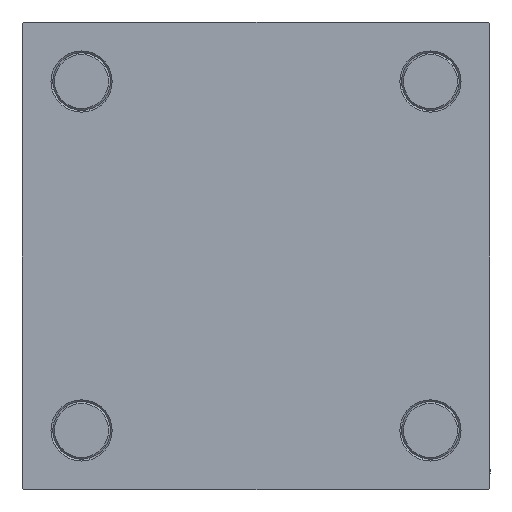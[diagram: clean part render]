
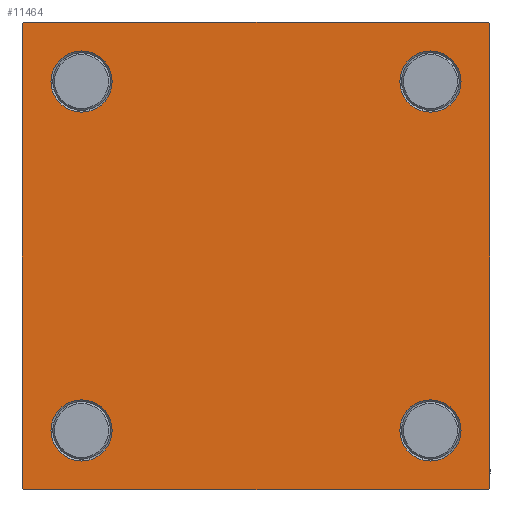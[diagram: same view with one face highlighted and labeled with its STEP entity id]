
A CAD part, left-side view. The second image highlights one B-rep face of the part: STEP entity #11464.
In plain terms, the highlighted planar face has unit normal (-1, 0, 0).
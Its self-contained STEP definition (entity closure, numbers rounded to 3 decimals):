
#125 = CARTESIAN_POINT ( 'NONE',  ( 0., 48.45, -48.45 ) ) ;
#306 = VERTEX_POINT ( 'NONE', #3764 ) ;
#495 = ORIENTED_EDGE ( 'NONE', *, *, #829, .T. ) ;
#584 = DIRECTION ( 'NONE',  ( 0., -1., 0. ) ) ;
#829 = EDGE_CURVE ( 'NONE', #47721, #306, #40199, .T. ) ;
#984 = CIRCLE ( 'NONE', #29424, 8.5 ) ;
#1826 = EDGE_CURVE ( 'NONE', #13944, #29838, #32693, .T. ) ;
#2511 = EDGE_LOOP ( 'NONE', ( #495, #37068 ) ) ;
#2554 = VECTOR ( 'NONE', #37028, 1000. ) ;
#2592 = DIRECTION ( 'NONE',  ( -1., 0., 0. ) ) ;
#2614 = DIRECTION ( 'NONE',  ( 0., 0., 1. ) ) ;
#2809 = ORIENTED_EDGE ( 'NONE', *, *, #45477, .T. ) ;
#3009 = ORIENTED_EDGE ( 'NONE', *, *, #1826, .T. ) ;
#3091 = FACE_BOUND ( 'NONE', #26664, .T. ) ;
#3453 = VECTOR ( 'NONE', #24790, 1000. ) ;
#3764 = CARTESIAN_POINT ( 'NONE',  ( 0., -48.45, -56.95 ) ) ;
#4184 = CARTESIAN_POINT ( 'NONE',  ( 0., -48.45, -39.95 ) ) ;
#5285 = EDGE_LOOP ( 'NONE', ( #22798, #13583 ) ) ;
#5347 = DIRECTION ( 'NONE',  ( 1., 0., 0. ) ) ;
#6210 = DIRECTION ( 'NONE',  ( 0., 0., 1. ) ) ;
#6932 = CARTESIAN_POINT ( 'NONE',  ( 0., -48.45, 48.45 ) ) ;
#7162 = CARTESIAN_POINT ( 'NONE',  ( 0., 0., 0. ) ) ;
#7832 = VERTEX_POINT ( 'NONE', #27441 ) ;
#8274 = EDGE_CURVE ( 'NONE', #23102, #23997, #16700, .T. ) ;
#9542 = CARTESIAN_POINT ( 'NONE',  ( 0., 65., 65. ) ) ;
#10708 = CARTESIAN_POINT ( 'NONE',  ( 0., 48.45, 39.95 ) ) ;
#10722 = FACE_BOUND ( 'NONE', #2511, .T. ) ;
#10844 = CARTESIAN_POINT ( 'NONE',  ( 0., -48.45, 56.95 ) ) ;
#11078 = DIRECTION ( 'NONE',  ( 0., 0., 1. ) ) ;
#11264 = EDGE_CURVE ( 'NONE', #36927, #20585, #20175, .T. ) ;
#11464 = ADVANCED_FACE ( 'NONE', ( #3091, #10722, #42280, #34144, #37957 ), #45356, .T. ) ;
#11574 = DIRECTION ( 'NONE',  ( 1., 0., 0. ) ) ;
#11933 = ORIENTED_EDGE ( 'NONE', *, *, #25622, .T. ) ;
#12016 = EDGE_CURVE ( 'NONE', #42320, #23102, #49754, .T. ) ;
#12105 = VECTOR ( 'NONE', #584, 1000. ) ;
#12623 = DIRECTION ( 'NONE',  ( 0., -0.707, 0.707 ) ) ;
#12845 = DIRECTION ( 'NONE',  ( 0., 0., -1. ) ) ;
#13026 = DIRECTION ( 'NONE',  ( 0., 0., 1. ) ) ;
#13236 = EDGE_LOOP ( 'NONE', ( #3009, #44145, #48810, #36867, #42396, #11933, #33926, #29291 ) ) ;
#13392 = CARTESIAN_POINT ( 'NONE',  ( 0., 48.45, -56.95 ) ) ;
#13583 = ORIENTED_EDGE ( 'NONE', *, *, #19884, .T. ) ;
#13588 = CARTESIAN_POINT ( 'NONE',  ( 0., 64.75, 64.75 ) ) ;
#13944 = VERTEX_POINT ( 'NONE', #37964 ) ;
#14307 = VECTOR ( 'NONE', #16223, 1000. ) ;
#16036 = CARTESIAN_POINT ( 'NONE',  ( 0., -48.45, -48.45 ) ) ;
#16223 = DIRECTION ( 'NONE',  ( 0., -0.707, -0.707 ) ) ;
#16700 = LINE ( 'NONE', #42932, #25006 ) ;
#18436 = CARTESIAN_POINT ( 'NONE',  ( 0., 65., -65. ) ) ;
#19884 = EDGE_CURVE ( 'NONE', #31597, #46029, #43027, .T. ) ;
#19887 = EDGE_CURVE ( 'NONE', #7832, #33516, #36523, .T. ) ;
#20050 = LINE ( 'NONE', #43718, #14307 ) ;
#20175 = LINE ( 'NONE', #38770, #12105 ) ;
#20287 = EDGE_LOOP ( 'NONE', ( #50391, #45725 ) ) ;
#20585 = VERTEX_POINT ( 'NONE', #45189 ) ;
#21504 = CARTESIAN_POINT ( 'NONE',  ( 0., -64.75, 64.75 ) ) ;
#21737 = LINE ( 'NONE', #13588, #48017 ) ;
#22798 = ORIENTED_EDGE ( 'NONE', *, *, #31798, .T. ) ;
#23102 = VERTEX_POINT ( 'NONE', #41728 ) ;
#23575 = EDGE_CURVE ( 'NONE', #36927, #13944, #21737, .T. ) ;
#23997 = VERTEX_POINT ( 'NONE', #45854 ) ;
#24790 = DIRECTION ( 'NONE',  ( 0., 0., -1. ) ) ;
#24941 = CARTESIAN_POINT ( 'NONE',  ( 0., 64.5, -65. ) ) ;
#25006 = VECTOR ( 'NONE', #12623, 1000. ) ;
#25480 = CIRCLE ( 'NONE', #28745, 8.5 ) ;
#25622 = EDGE_CURVE ( 'NONE', #36619, #20585, #44679, .T. ) ;
#26039 = DIRECTION ( 'NONE',  ( 0., 0., 1. ) ) ;
#26664 = EDGE_LOOP ( 'NONE', ( #2809, #27196 ) ) ;
#26794 = DIRECTION ( 'NONE',  ( 1., 0., 0. ) ) ;
#26946 = CIRCLE ( 'NONE', #31018, 8.5 ) ;
#27196 = ORIENTED_EDGE ( 'NONE', *, *, #19887, .T. ) ;
#27441 = CARTESIAN_POINT ( 'NONE',  ( 0., -48.45, 39.95 ) ) ;
#27532 = VECTOR ( 'NONE', #38025, 1000. ) ;
#28141 = CARTESIAN_POINT ( 'NONE',  ( 0., 64.5, 65. ) ) ;
#28600 = LINE ( 'NONE', #44144, #3453 ) ;
#28745 = AXIS2_PLACEMENT_3D ( 'NONE', #16036, #5347, #47859 ) ;
#29291 = ORIENTED_EDGE ( 'NONE', *, *, #23575, .T. ) ;
#29360 = CARTESIAN_POINT ( 'NONE',  ( 0., 48.45, -48.45 ) ) ;
#29424 = AXIS2_PLACEMENT_3D ( 'NONE', #29360, #33429, #6210 ) ;
#29656 = VECTOR ( 'NONE', #12845, 1000. ) ;
#29784 = CIRCLE ( 'NONE', #44447, 8.5 ) ;
#29838 = VERTEX_POINT ( 'NONE', #39890 ) ;
#29952 = CARTESIAN_POINT ( 'NONE',  ( 0., 48.45, 48.45 ) ) ;
#30410 = DIRECTION ( 'NONE',  ( 1., 0., 0. ) ) ;
#30431 = CARTESIAN_POINT ( 'NONE',  ( 0., 48.45, 56.95 ) ) ;
#30581 = EDGE_CURVE ( 'NONE', #39240, #40258, #26946, .T. ) ;
#30813 = AXIS2_PLACEMENT_3D ( 'NONE', #42126, #30410, #34742 ) ;
#31018 = AXIS2_PLACEMENT_3D ( 'NONE', #36941, #36440, #13026 ) ;
#31371 = AXIS2_PLACEMENT_3D ( 'NONE', #29952, #33029, #48822 ) ;
#31597 = VERTEX_POINT ( 'NONE', #13392 ) ;
#31798 = EDGE_CURVE ( 'NONE', #46029, #31597, #984, .T. ) ;
#31833 = CARTESIAN_POINT ( 'NONE',  ( 0., 48.45, -39.95 ) ) ;
#31880 = EDGE_CURVE ( 'NONE', #36619, #23997, #28600, .T. ) ;
#32456 = AXIS2_PLACEMENT_3D ( 'NONE', #125, #11574, #11078 ) ;
#32693 = LINE ( 'NONE', #9542, #29656 ) ;
#32853 = CARTESIAN_POINT ( 'NONE',  ( 0., -65., 64.5 ) ) ;
#33029 = DIRECTION ( 'NONE',  ( 1., 0., 0. ) ) ;
#33429 = DIRECTION ( 'NONE',  ( 1., 0., 0. ) ) ;
#33516 = VERTEX_POINT ( 'NONE', #10844 ) ;
#33926 = ORIENTED_EDGE ( 'NONE', *, *, #11264, .F. ) ;
#34144 = FACE_BOUND ( 'NONE', #20287, .T. ) ;
#34447 = CARTESIAN_POINT ( 'NONE',  ( 0., -48.45, -48.45 ) ) ;
#34742 = DIRECTION ( 'NONE',  ( 0., 0., 1. ) ) ;
#35333 = AXIS2_PLACEMENT_3D ( 'NONE', #34447, #26794, #26039 ) ;
#36440 = DIRECTION ( 'NONE',  ( 1., 0., 0. ) ) ;
#36523 = CIRCLE ( 'NONE', #30813, 8.5 ) ;
#36619 = VERTEX_POINT ( 'NONE', #32853 ) ;
#36867 = ORIENTED_EDGE ( 'NONE', *, *, #8274, .T. ) ;
#36927 = VERTEX_POINT ( 'NONE', #28141 ) ;
#36941 = CARTESIAN_POINT ( 'NONE',  ( 0., 48.45, 48.45 ) ) ;
#37028 = DIRECTION ( 'NONE',  ( 0., 0.707, 0.707 ) ) ;
#37068 = ORIENTED_EDGE ( 'NONE', *, *, #49917, .T. ) ;
#37478 = DIRECTION ( 'NONE',  ( 1., 0., 0. ) ) ;
#37957 = FACE_OUTER_BOUND ( 'NONE', #13236, .T. ) ;
#37964 = CARTESIAN_POINT ( 'NONE',  ( 0., 65., 64.5 ) ) ;
#38025 = DIRECTION ( 'NONE',  ( 0., -1., 0. ) ) ;
#38770 = CARTESIAN_POINT ( 'NONE',  ( 0., 65., 65. ) ) ;
#39240 = VERTEX_POINT ( 'NONE', #10708 ) ;
#39518 = CIRCLE ( 'NONE', #31371, 8.5 ) ;
#39890 = CARTESIAN_POINT ( 'NONE',  ( 0., 65., -64.5 ) ) ;
#40199 = CIRCLE ( 'NONE', #35333, 8.5 ) ;
#40258 = VERTEX_POINT ( 'NONE', #30431 ) ;
#41017 = EDGE_CURVE ( 'NONE', #29838, #42320, #20050, .T. ) ;
#41728 = CARTESIAN_POINT ( 'NONE',  ( 0., -64.5, -65. ) ) ;
#42126 = CARTESIAN_POINT ( 'NONE',  ( 0., -48.45, 48.45 ) ) ;
#42280 = FACE_BOUND ( 'NONE', #5285, .T. ) ;
#42320 = VERTEX_POINT ( 'NONE', #24941 ) ;
#42396 = ORIENTED_EDGE ( 'NONE', *, *, #31880, .F. ) ;
#42932 = CARTESIAN_POINT ( 'NONE',  ( 0., -64.75, -64.75 ) ) ;
#43027 = CIRCLE ( 'NONE', #32456, 8.5 ) ;
#43718 = CARTESIAN_POINT ( 'NONE',  ( 0., 64.75, -64.75 ) ) ;
#44144 = CARTESIAN_POINT ( 'NONE',  ( 0., -65., 65. ) ) ;
#44145 = ORIENTED_EDGE ( 'NONE', *, *, #41017, .T. ) ;
#44447 = AXIS2_PLACEMENT_3D ( 'NONE', #6932, #37478, #2614 ) ;
#44679 = LINE ( 'NONE', #21504, #2554 ) ;
#45111 = EDGE_CURVE ( 'NONE', #40258, #39240, #39518, .T. ) ;
#45189 = CARTESIAN_POINT ( 'NONE',  ( 0., -64.5, 65. ) ) ;
#45356 = PLANE ( 'NONE',  #45475 ) ;
#45475 = AXIS2_PLACEMENT_3D ( 'NONE', #7162, #2592, #49685 ) ;
#45477 = EDGE_CURVE ( 'NONE', #33516, #7832, #29784, .T. ) ;
#45725 = ORIENTED_EDGE ( 'NONE', *, *, #30581, .T. ) ;
#45854 = CARTESIAN_POINT ( 'NONE',  ( 0., -65., -64.5 ) ) ;
#46029 = VERTEX_POINT ( 'NONE', #31833 ) ;
#47721 = VERTEX_POINT ( 'NONE', #4184 ) ;
#47859 = DIRECTION ( 'NONE',  ( 0., 0., 1. ) ) ;
#48017 = VECTOR ( 'NONE', #48476, 1000. ) ;
#48476 = DIRECTION ( 'NONE',  ( 0., 0.707, -0.707 ) ) ;
#48810 = ORIENTED_EDGE ( 'NONE', *, *, #12016, .T. ) ;
#48822 = DIRECTION ( 'NONE',  ( 0., 0., 1. ) ) ;
#49685 = DIRECTION ( 'NONE',  ( 0., 0., 1. ) ) ;
#49754 = LINE ( 'NONE', #18436, #27532 ) ;
#49917 = EDGE_CURVE ( 'NONE', #306, #47721, #25480, .T. ) ;
#50391 = ORIENTED_EDGE ( 'NONE', *, *, #45111, .T. ) ;
